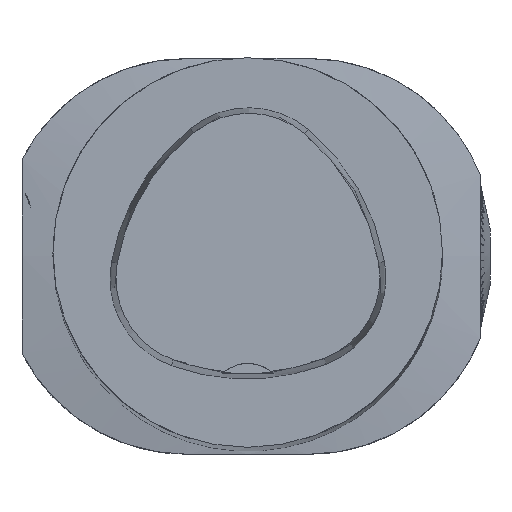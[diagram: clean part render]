
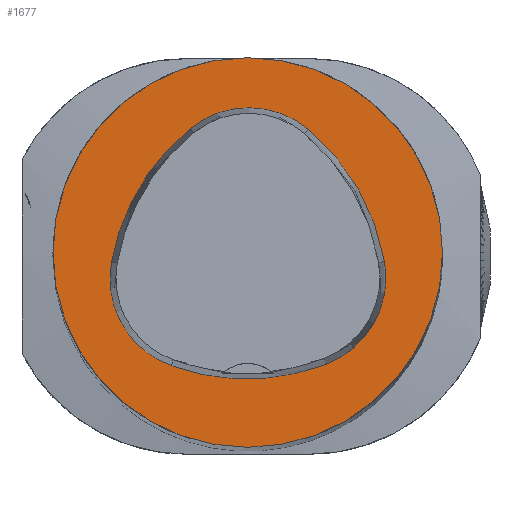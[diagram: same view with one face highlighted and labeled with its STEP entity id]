
A CAD part, top view. The second image highlights one B-rep face of the part: STEP entity #1677.
In plain terms, the highlighted planar face has unit normal (0, 0, 1).
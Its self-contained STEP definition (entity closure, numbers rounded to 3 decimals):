
#1677=ADVANCED_FACE('',(#2241,#2242),#1974,.T.);
#1974=PLANE('',#5952);
#2241=FACE_BOUND('',#2320,.T.);
#2242=FACE_BOUND('',#2321,.T.);
#2320=EDGE_LOOP('',(#2791,#2792,#2793,#2794,#2795,#2796));
#2321=EDGE_LOOP('',(#2797));
#2791=ORIENTED_EDGE('',*,*,#4982,.T.);
#2792=ORIENTED_EDGE('',*,*,#4962,.T.);
#2793=ORIENTED_EDGE('',*,*,#4966,.T.);
#2794=ORIENTED_EDGE('',*,*,#4969,.T.);
#2795=ORIENTED_EDGE('',*,*,#4972,.T.);
#2796=ORIENTED_EDGE('',*,*,#4980,.T.);
#2797=ORIENTED_EDGE('',*,*,#4952,.F.);
#4366=VERTEX_POINT('',#7926);
#4376=VERTEX_POINT('',#7980);
#4377=VERTEX_POINT('',#7981);
#4380=VERTEX_POINT('',#7989);
#4382=VERTEX_POINT('',#7995);
#4384=VERTEX_POINT('',#8001);
#4391=VERTEX_POINT('',#8022);
#4952=EDGE_CURVE('',#4366,#4366,#5751,.T.);
#4962=EDGE_CURVE('',#4376,#4377,#5752,.T.);
#4966=EDGE_CURVE('',#4377,#4380,#5754,.T.);
#4969=EDGE_CURVE('',#4380,#4382,#5756,.T.);
#4972=EDGE_CURVE('',#4382,#4384,#5758,.T.);
#4980=EDGE_CURVE('',#4384,#4391,#5762,.T.);
#4982=EDGE_CURVE('',#4391,#4376,#5764,.T.);
#5751=CIRCLE('',#5924,31.5);
#5752=CIRCLE('',#5930,36.);
#5754=CIRCLE('',#5933,15.);
#5756=CIRCLE('',#5936,36.);
#5758=CIRCLE('',#5939,15.);
#5762=CIRCLE('',#5944,36.);
#5764=CIRCLE('',#5947,15.);
#5924=AXIS2_PLACEMENT_3D('',#7925,#6457,#6458);
#5930=AXIS2_PLACEMENT_3D('',#7979,#6473,#6474);
#5933=AXIS2_PLACEMENT_3D('',#7988,#6481,#6482);
#5936=AXIS2_PLACEMENT_3D('',#7994,#6488,#6489);
#5939=AXIS2_PLACEMENT_3D('',#8000,#6495,#6496);
#5944=AXIS2_PLACEMENT_3D('',#8023,#6507,#6508);
#5947=AXIS2_PLACEMENT_3D('',#8026,#6513,#6514);
#5952=AXIS2_PLACEMENT_3D('',#8031,#6523,#6524);
#6457=DIRECTION('',(0.,0.,-1.));
#6458=DIRECTION('',(-1.,0.,0.));
#6473=DIRECTION('',(0.,0.,-1.));
#6474=DIRECTION('',(-1.,0.,0.));
#6481=DIRECTION('',(0.,0.,-1.));
#6482=DIRECTION('',(-1.,0.,0.));
#6488=DIRECTION('',(0.,0.,-1.));
#6489=DIRECTION('',(-1.,0.,0.));
#6495=DIRECTION('',(0.,0.,-1.));
#6496=DIRECTION('',(-1.,0.,0.));
#6507=DIRECTION('',(0.,0.,-1.));
#6508=DIRECTION('',(-1.,0.,0.));
#6513=DIRECTION('',(0.,0.,-1.));
#6514=DIRECTION('',(-1.,0.,0.));
#6523=DIRECTION('',(0.,0.,1.));
#6524=DIRECTION('',(1.,0.,0.));
#7925=CARTESIAN_POINT('',(0.,0.,0.));
#7926=CARTESIAN_POINT('',(-31.5,0.,0.));
#7979=CARTESIAN_POINT('',(13.398,-7.893,0.));
#7980=CARTESIAN_POINT('',(-22.041,-1.562,0.));
#7981=CARTESIAN_POINT('',(-9.317,20.036,0.));
#7988=CARTESIAN_POINT('',(0.148,8.399,0.));
#7989=CARTESIAN_POINT('',(9.779,19.898,0.));
#7994=CARTESIAN_POINT('',(-13.337,-7.7,0.));
#7995=CARTESIAN_POINT('',(22.122,-1.48,0.));
#8000=CARTESIAN_POINT('',(7.347,-4.071,0.));
#8001=CARTESIAN_POINT('',(12.693,-18.087,0.));
#8022=CARTESIAN_POINT('',(-12.373,-18.307,0.));
#8023=CARTESIAN_POINT('',(-0.137,15.55,0.));
#8026=CARTESIAN_POINT('',(-7.275,-4.2,0.));
#8031=CARTESIAN_POINT('',(0.,0.,0.));
